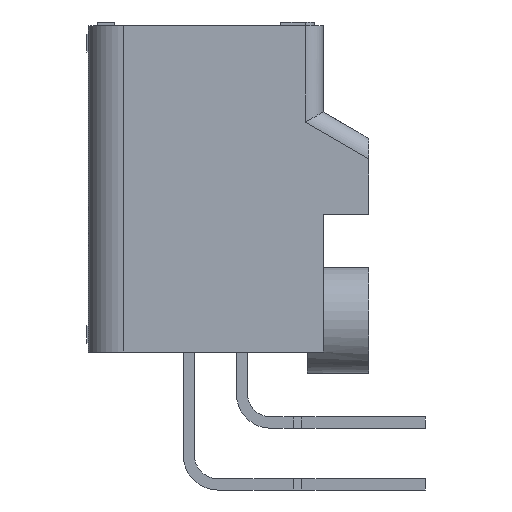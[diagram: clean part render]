
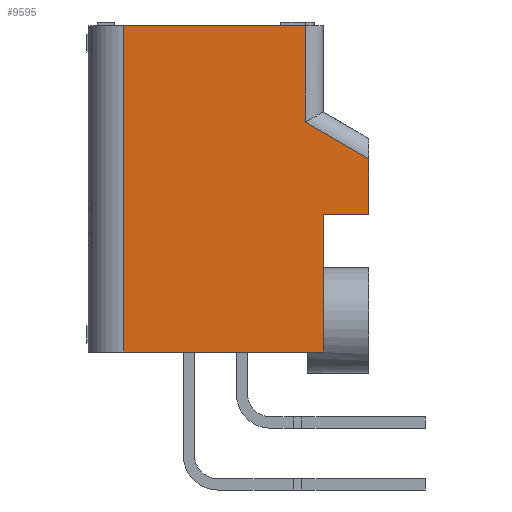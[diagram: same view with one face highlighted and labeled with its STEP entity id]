
A CAD part, left-side view. The second image highlights one B-rep face of the part: STEP entity #9595.
In plain terms, the highlighted planar face has unit normal (-1, 0, 0).
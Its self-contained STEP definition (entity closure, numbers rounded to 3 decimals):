
#66 = CARTESIAN_POINT ( 'NONE',  ( -24.95, -2.1, -3.5 ) ) ;
#414 = EDGE_CURVE ( 'NONE', #13415, #1458, #8954, .T. ) ;
#1242 = CARTESIAN_POINT ( 'NONE',  ( -24.95, -13.4, -3.5 ) ) ;
#1458 = VERTEX_POINT ( 'NONE', #9720 ) ;
#1485 = ORIENTED_EDGE ( 'NONE', *, *, #16398, .F. ) ;
#1638 = LINE ( 'NONE', #12737, #25050 ) ;
#1698 = ORIENTED_EDGE ( 'NONE', *, *, #8588, .F. ) ;
#1822 = DIRECTION ( 'NONE',  ( 0., 0., 1. ) ) ;
#1859 = LINE ( 'NONE', #23488, #21738 ) ;
#2251 = LINE ( 'NONE', #10934, #16698 ) ;
#2578 = VERTEX_POINT ( 'NONE', #22407 ) ;
#2612 = VECTOR ( 'NONE', #14773, 1000. ) ;
#2655 = ORIENTED_EDGE ( 'NONE', *, *, #6626, .F. ) ;
#3092 = VECTOR ( 'NONE', #11073, 1000. ) ;
#3363 = CARTESIAN_POINT ( 'NONE',  ( -24.95, -12.4, 15. ) ) ;
#4132 = DIRECTION ( 'NONE',  ( 0., 1., 0. ) ) ;
#4203 = CARTESIAN_POINT ( 'NONE',  ( -24.95, -2.1, 15. ) ) ;
#4910 = VECTOR ( 'NONE', #15103, 1000. ) ;
#5897 = ORIENTED_EDGE ( 'NONE', *, *, #10713, .T. ) ;
#6274 = ORIENTED_EDGE ( 'NONE', *, *, #7341, .F. ) ;
#6513 = FACE_OUTER_BOUND ( 'NONE', #11269, .T. ) ;
#6560 = EDGE_CURVE ( 'NONE', #7024, #25480, #2251, .T. ) ;
#6626 = EDGE_CURVE ( 'NONE', #14544, #6667, #16902, .T. ) ;
#6667 = VERTEX_POINT ( 'NONE', #26570 ) ;
#6965 = CARTESIAN_POINT ( 'NONE',  ( -24.95, -16., 7.444 ) ) ;
#7024 = VERTEX_POINT ( 'NONE', #4203 ) ;
#7341 = EDGE_CURVE ( 'NONE', #8965, #14544, #11114, .T. ) ;
#7655 = DIRECTION ( 'NONE',  ( 0., 1., 0. ) ) ;
#8234 = DIRECTION ( 'NONE',  ( 0., 0., -1. ) ) ;
#8588 = EDGE_CURVE ( 'NONE', #13415, #2578, #24293, .T. ) ;
#8954 = LINE ( 'NONE', #13367, #23262 ) ;
#8965 = VERTEX_POINT ( 'NONE', #11330 ) ;
#9082 = CARTESIAN_POINT ( 'NONE',  ( -24.95, -16., 8.599 ) ) ;
#9233 = EDGE_CURVE ( 'NONE', #2578, #8965, #1859, .T. ) ;
#9500 = AXIS2_PLACEMENT_3D ( 'NONE', #27862, #23453, #1822 ) ;
#9554 = ORIENTED_EDGE ( 'NONE', *, *, #414, .T. ) ;
#9595 = ADVANCED_FACE ( 'NONE', ( #6513 ), #25728, .T. ) ;
#9720 = CARTESIAN_POINT ( 'NONE',  ( -24.95, -12.4, 9.523 ) ) ;
#10713 = EDGE_CURVE ( 'NONE', #1458, #19030, #11440, .T. ) ;
#10843 = ORIENTED_EDGE ( 'NONE', *, *, #9233, .F. ) ;
#10934 = CARTESIAN_POINT ( 'NONE',  ( -24.95, -2.1, -3.5 ) ) ;
#11073 = DIRECTION ( 'NONE',  ( 0., 0., -1. ) ) ;
#11114 = LINE ( 'NONE', #13107, #4910 ) ;
#11269 = EDGE_LOOP ( 'NONE', ( #11752, #20334, #2655, #6274, #10843, #1698, #9554, #5897, #1485 ) ) ;
#11330 = CARTESIAN_POINT ( 'NONE',  ( -24.95, -13.4, 4.3 ) ) ;
#11440 = LINE ( 'NONE', #22802, #24993 ) ;
#11652 = LINE ( 'NONE', #1242, #25395 ) ;
#11752 = ORIENTED_EDGE ( 'NONE', *, *, #6560, .T. ) ;
#12459 = DIRECTION ( 'NONE',  ( 0., -1., 0. ) ) ;
#12737 = CARTESIAN_POINT ( 'NONE',  ( -24.95, -13.4, 15. ) ) ;
#13107 = CARTESIAN_POINT ( 'NONE',  ( -24.95, -13.4, 15. ) ) ;
#13244 = CARTESIAN_POINT ( 'NONE',  ( -24.95, -13.4, -1.7 ) ) ;
#13367 = CARTESIAN_POINT ( 'NONE',  ( -24.95, -12.9, 9.234 ) ) ;
#13415 = VERTEX_POINT ( 'NONE', #6965 ) ;
#14544 = VERTEX_POINT ( 'NONE', #13244 ) ;
#14773 = DIRECTION ( 'NONE',  ( 0., 0., -1. ) ) ;
#15072 = DIRECTION ( 'NONE',  ( 0., 0.866, 0.5 ) ) ;
#15103 = DIRECTION ( 'NONE',  ( 0., 0., -1. ) ) ;
#16398 = EDGE_CURVE ( 'NONE', #7024, #19030, #1638, .T. ) ;
#16698 = VECTOR ( 'NONE', #8234, 1000. ) ;
#16902 = LINE ( 'NONE', #21175, #2612 ) ;
#19030 = VERTEX_POINT ( 'NONE', #3363 ) ;
#20334 = ORIENTED_EDGE ( 'NONE', *, *, #23778, .F. ) ;
#21175 = CARTESIAN_POINT ( 'NONE',  ( -24.95, -13.4, -3.5 ) ) ;
#21738 = VECTOR ( 'NONE', #4132, 1000. ) ;
#22407 = CARTESIAN_POINT ( 'NONE',  ( -24.95, -16., 4.3 ) ) ;
#22802 = CARTESIAN_POINT ( 'NONE',  ( -24.95, -12.4, 15. ) ) ;
#23262 = VECTOR ( 'NONE', #15072, 1000. ) ;
#23453 = DIRECTION ( 'NONE',  ( -1., 0., 0. ) ) ;
#23488 = CARTESIAN_POINT ( 'NONE',  ( -24.95, -16., 4.3 ) ) ;
#23778 = EDGE_CURVE ( 'NONE', #6667, #25480, #11652, .T. ) ;
#24293 = LINE ( 'NONE', #9082, #3092 ) ;
#24933 = DIRECTION ( 'NONE',  ( 0., 0., 1. ) ) ;
#24993 = VECTOR ( 'NONE', #24933, 1000. ) ;
#25050 = VECTOR ( 'NONE', #12459, 1000. ) ;
#25395 = VECTOR ( 'NONE', #7655, 1000. ) ;
#25480 = VERTEX_POINT ( 'NONE', #66 ) ;
#25728 = PLANE ( 'NONE',  #9500 ) ;
#26570 = CARTESIAN_POINT ( 'NONE',  ( -24.95, -13.4, -3.5 ) ) ;
#27862 = CARTESIAN_POINT ( 'NONE',  ( -24.95, -13.4, 15. ) ) ;
